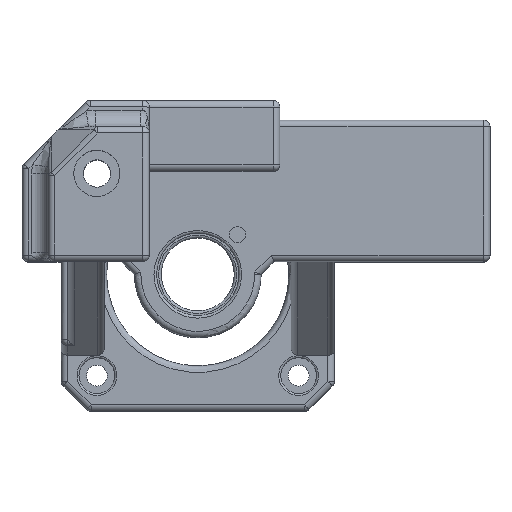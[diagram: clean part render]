
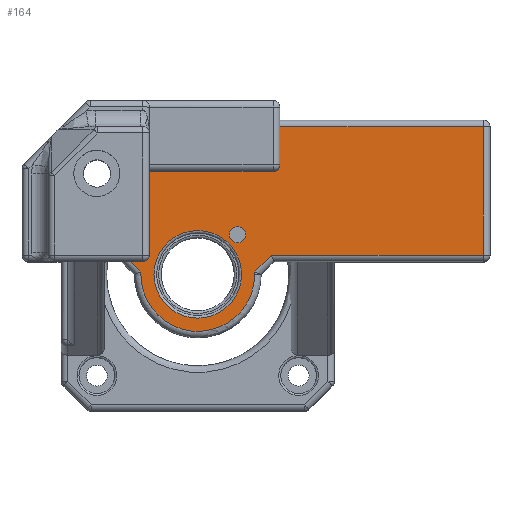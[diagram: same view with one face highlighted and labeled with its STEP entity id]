
A CAD part, top view. The second image highlights one B-rep face of the part: STEP entity #164.
In plain terms, the highlighted planar face has unit normal (0, 0, 1).
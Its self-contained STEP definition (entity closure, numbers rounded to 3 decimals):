
#27=CARTESIAN_POINT('',(-31.359,875.578,38.5));
#28=DIRECTION('',(0.,0.,1.));
#29=DIRECTION('',(1.,0.,0.));
#30=AXIS2_PLACEMENT_3D('',#27,#28,#29);
#31=PLANE('',#30);
#32=CARTESIAN_POINT('',(86.366,984.578,38.5));
#33=VERTEX_POINT('',#32);
#34=CARTESIAN_POINT('',(79.641,984.578,38.5));
#35=DIRECTION('',(-0.,-0.,-1.));
#36=DIRECTION('',(1.,0.,-0.));
#37=AXIS2_PLACEMENT_3D('',#34,#35,#36);
#38=CIRCLE('',#37,6.725);
#39=EDGE_CURVE('',#33,#33,#38,.T.);
#40=ORIENTED_EDGE('',*,*,#39,.T.);
#41=EDGE_LOOP('',(#40));
#42=FACE_BOUND('',#41,.T.);
#43=CARTESIAN_POINT('',(86.991,990.678,38.5));
#44=VERTEX_POINT('',#43);
#45=CARTESIAN_POINT('',(85.741,990.678,38.5));
#46=DIRECTION('',(0.,0.,1.));
#47=DIRECTION('',(1.,0.,-0.));
#48=AXIS2_PLACEMENT_3D('',#45,#46,#47);
#49=CIRCLE('',#48,1.25);
#50=EDGE_CURVE('',#44,#44,#49,.T.);
#51=ORIENTED_EDGE('',*,*,#50,.F.);
#52=EDGE_LOOP('',(#51));
#53=FACE_BOUND('',#52,.T.);
#54=CARTESIAN_POINT('',(92.241,1007.278,38.5));
#55=VERTEX_POINT('',#54);
#56=CARTESIAN_POINT('',(92.241,1001.378,38.5));
#57=VERTEX_POINT('',#56);
#58=CARTESIAN_POINT('',(92.241,1007.278,38.5));
#59=DIRECTION('',(0.,-1.,0.));
#60=VECTOR('',#59,5.9);
#61=LINE('',#58,#60);
#62=EDGE_CURVE('',#55,#57,#61,.T.);
#63=ORIENTED_EDGE('',*,*,#62,.T.);
#64=CARTESIAN_POINT('',(91.241,1000.378,38.5));
#65=VERTEX_POINT('',#64);
#66=CARTESIAN_POINT('',(91.241,1001.378,38.5));
#67=DIRECTION('',(-0.,-0.,-1.));
#68=DIRECTION('',(1.,0.,-0.));
#69=AXIS2_PLACEMENT_3D('',#66,#67,#68);
#70=CIRCLE('',#69,1.);
#71=EDGE_CURVE('',#57,#65,#70,.T.);
#72=ORIENTED_EDGE('',*,*,#71,.T.);
#73=CARTESIAN_POINT('',(72.191,1000.378,38.5));
#74=VERTEX_POINT('',#73);
#75=CARTESIAN_POINT('',(91.241,1000.378,38.5));
#76=DIRECTION('',(-1.,0.,0.));
#77=VECTOR('',#76,19.05);
#78=LINE('',#75,#77);
#79=EDGE_CURVE('',#65,#74,#78,.T.);
#80=ORIENTED_EDGE('',*,*,#79,.T.);
#81=CARTESIAN_POINT('',(72.191,987.528,38.5));
#82=VERTEX_POINT('',#81);
#83=CARTESIAN_POINT('',(72.191,987.528,38.5));
#84=DIRECTION('',(0.,1.,0.));
#85=VECTOR('',#84,12.85);
#86=LINE('',#83,#85);
#87=EDGE_CURVE('',#82,#74,#86,.T.);
#88=ORIENTED_EDGE('',*,*,#87,.F.);
#89=CARTESIAN_POINT('',(71.191,986.528,38.5));
#90=VERTEX_POINT('',#89);
#91=CARTESIAN_POINT('',(71.191,987.528,38.5));
#92=DIRECTION('',(-0.,-0.,-1.));
#93=DIRECTION('',(1.,0.,-0.));
#94=AXIS2_PLACEMENT_3D('',#91,#92,#93);
#95=CIRCLE('',#94,1.);
#96=EDGE_CURVE('',#82,#90,#95,.T.);
#97=ORIENTED_EDGE('',*,*,#96,.T.);
#98=CARTESIAN_POINT('',(69.31,986.528,38.5));
#99=VERTEX_POINT('',#98);
#100=CARTESIAN_POINT('',(69.31,986.528,38.5));
#101=DIRECTION('',(1.,0.,-0.));
#102=VECTOR('',#101,1.881);
#103=LINE('',#100,#102);
#104=EDGE_CURVE('',#99,#90,#103,.T.);
#105=ORIENTED_EDGE('',*,*,#104,.F.);
#106=CARTESIAN_POINT('',(70.898,984.94,38.5));
#107=VERTEX_POINT('',#106);
#108=CARTESIAN_POINT('',(69.31,986.528,38.5));
#109=DIRECTION('',(0.707,-0.707,-0.));
#110=VECTOR('',#109,2.246);
#111=LINE('',#108,#110);
#112=EDGE_CURVE('',#99,#107,#111,.T.);
#113=ORIENTED_EDGE('',*,*,#112,.T.);
#114=CARTESIAN_POINT('',(88.391,984.578,38.5));
#115=VERTEX_POINT('',#114);
#116=CARTESIAN_POINT('',(79.641,984.578,38.5));
#117=DIRECTION('',(0.,0.,1.));
#118=DIRECTION('',(1.,0.,-0.));
#119=AXIS2_PLACEMENT_3D('',#116,#117,#118);
#120=CIRCLE('',#119,8.75);
#121=EDGE_CURVE('',#107,#115,#120,.T.);
#122=ORIENTED_EDGE('',*,*,#121,.T.);
#123=CARTESIAN_POINT('',(88.383,984.94,38.5));
#124=VERTEX_POINT('',#123);
#125=CARTESIAN_POINT('',(79.641,984.578,38.5));
#126=DIRECTION('',(0.,0.,1.));
#127=DIRECTION('',(1.,0.,-0.));
#128=AXIS2_PLACEMENT_3D('',#125,#126,#127);
#129=CIRCLE('',#128,8.75);
#130=EDGE_CURVE('',#115,#124,#129,.T.);
#131=ORIENTED_EDGE('',*,*,#130,.T.);
#132=CARTESIAN_POINT('',(90.971,987.528,38.5));
#133=VERTEX_POINT('',#132);
#134=CARTESIAN_POINT('',(88.383,984.94,38.5));
#135=DIRECTION('',(0.707,0.707,-0.));
#136=VECTOR('',#135,3.66);
#137=LINE('',#134,#136);
#138=EDGE_CURVE('',#124,#133,#137,.T.);
#139=ORIENTED_EDGE('',*,*,#138,.T.);
#140=CARTESIAN_POINT('',(123.541,987.528,38.5));
#141=VERTEX_POINT('',#140);
#142=CARTESIAN_POINT('',(90.971,987.528,38.5));
#143=DIRECTION('',(1.,-0.,-0.));
#144=VECTOR('',#143,32.569);
#145=LINE('',#142,#144);
#146=EDGE_CURVE('',#133,#141,#145,.T.);
#147=ORIENTED_EDGE('',*,*,#146,.T.);
#148=CARTESIAN_POINT('',(123.541,1007.278,38.5));
#149=VERTEX_POINT('',#148);
#150=CARTESIAN_POINT('',(123.541,987.528,38.5));
#151=DIRECTION('',(-0.,1.,-0.));
#152=VECTOR('',#151,19.75);
#153=LINE('',#150,#152);
#154=EDGE_CURVE('',#141,#149,#153,.T.);
#155=ORIENTED_EDGE('',*,*,#154,.T.);
#156=CARTESIAN_POINT('',(123.541,1007.278,38.5));
#157=DIRECTION('',(-1.,-0.,0.));
#158=VECTOR('',#157,31.3);
#159=LINE('',#156,#158);
#160=EDGE_CURVE('',#149,#55,#159,.T.);
#161=ORIENTED_EDGE('',*,*,#160,.T.);
#162=EDGE_LOOP('',(#63,#72,#80,#88,#97,#105,#113,#122,#131,#139,#147,#155,#161));
#163=FACE_BOUND('',#162,.T.);
#164=ADVANCED_FACE('',(#42,#53,#163),#31,.T.);
